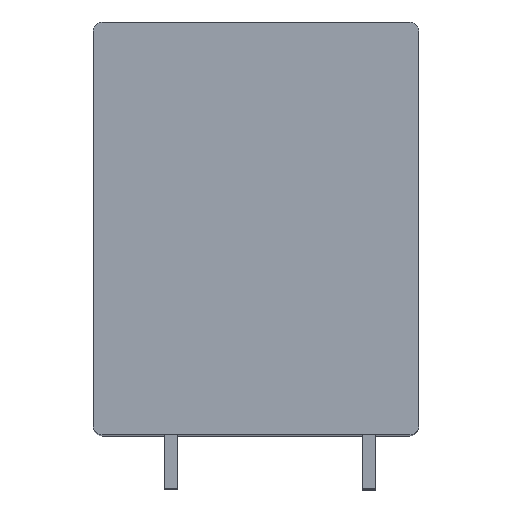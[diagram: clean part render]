
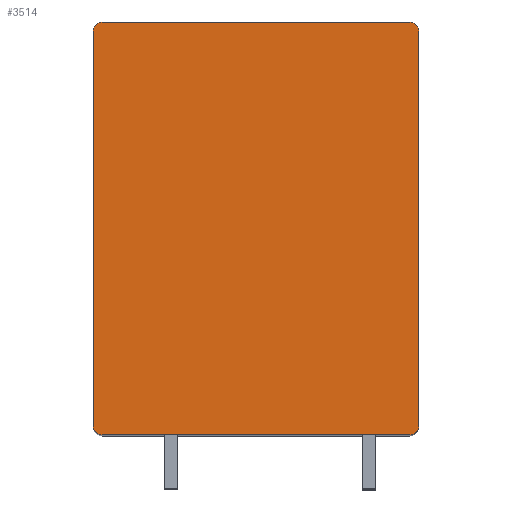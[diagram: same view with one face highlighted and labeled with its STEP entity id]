
A CAD part, top view. The second image highlights one B-rep face of the part: STEP entity #3514.
In plain terms, the highlighted planar face has unit normal (0, 0, 1).
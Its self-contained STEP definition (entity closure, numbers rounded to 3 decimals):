
#349=CARTESIAN_POINT('',(11.65,14.95,5.));
#350=DIRECTION('',(0.,0.,1.));
#351=DIRECTION('',(1.,0.,0.));
#352=AXIS2_PLACEMENT_3D('',#349,#350,#351);
#354=DIRECTION('',(0.,1.,0.));
#355=VECTOR('',#354,29.9);
#356=CARTESIAN_POINT('',(12.35,-14.95,5.));
#357=LINE('',#356,#355);
#358=CARTESIAN_POINT('',(11.65,-14.95,5.));
#359=DIRECTION('',(0.,0.,1.));
#360=DIRECTION('',(0.,-1.,0.));
#361=AXIS2_PLACEMENT_3D('',#358,#359,#360);
#363=DIRECTION('',(1.,0.,0.));
#364=VECTOR('',#363,23.3);
#365=CARTESIAN_POINT('',(-11.65,-15.65,5.));
#366=LINE('',#365,#364);
#367=CARTESIAN_POINT('',(-11.65,-14.95,5.));
#368=DIRECTION('',(0.,0.,1.));
#369=DIRECTION('',(-1.,0.,0.));
#370=AXIS2_PLACEMENT_3D('',#367,#368,#369);
#372=DIRECTION('',(0.,-1.,0.));
#373=VECTOR('',#372,29.9);
#374=CARTESIAN_POINT('',(-12.35,14.95,5.));
#375=LINE('',#374,#373);
#376=CARTESIAN_POINT('',(-11.65,14.95,5.));
#377=DIRECTION('',(0.,0.,1.));
#378=DIRECTION('',(0.,1.,0.));
#379=AXIS2_PLACEMENT_3D('',#376,#377,#378);
#381=DIRECTION('',(-1.,0.,0.));
#382=VECTOR('',#381,23.3);
#383=CARTESIAN_POINT('',(11.65,15.65,5.));
#384=LINE('',#383,#382);
#2510=CARTESIAN_POINT('',(12.35,14.95,5.));
#2511=VERTEX_POINT('',#2510);
#2512=CARTESIAN_POINT('',(11.65,15.65,5.));
#2513=VERTEX_POINT('',#2512);
#2518=CARTESIAN_POINT('',(11.65,-15.65,5.));
#2519=VERTEX_POINT('',#2518);
#2520=CARTESIAN_POINT('',(12.35,-14.95,5.));
#2521=VERTEX_POINT('',#2520);
#2526=CARTESIAN_POINT('',(-12.35,-14.95,5.));
#2527=VERTEX_POINT('',#2526);
#2528=CARTESIAN_POINT('',(-11.65,-15.65,5.));
#2529=VERTEX_POINT('',#2528);
#2534=CARTESIAN_POINT('',(-11.65,15.65,5.));
#2535=CARTESIAN_POINT('',(-12.35,14.95,5.));
#2536=VERTEX_POINT('',#2534);
#2537=VERTEX_POINT('',#2535);
#3498=CARTESIAN_POINT('',(0.,0.,5.));
#3499=DIRECTION('',(0.,0.,1.));
#3500=DIRECTION('',(1.,0.,0.));
#3501=AXIS2_PLACEMENT_3D('',#3498,#3499,#3500);
#3502=PLANE('',#3501);
#3503=ORIENTED_EDGE('',*,*,#3227,.F.);
#3504=ORIENTED_EDGE('',*,*,#3243,.F.);
#3505=ORIENTED_EDGE('',*,*,#3256,.F.);
#3506=ORIENTED_EDGE('',*,*,#3271,.F.);
#3507=ORIENTED_EDGE('',*,*,#3464,.F.);
#3508=ORIENTED_EDGE('',*,*,#3479,.F.);
#3509=ORIENTED_EDGE('',*,*,#3489,.F.);
#3511=ORIENTED_EDGE('',*,*,#3510,.F.);
#3512=EDGE_LOOP('',(#3503,#3504,#3505,#3506,#3507,#3508,#3509,#3511));
#3513=FACE_OUTER_BOUND('',#3512,.F.);
#3514=ADVANCED_FACE('',(#3513),#3502,.T.);
#353=CIRCLE('',#352,0.7);
#362=CIRCLE('',#361,0.7);
#371=CIRCLE('',#370,0.7);
#380=CIRCLE('',#379,0.7);
#3227=EDGE_CURVE('',#2511,#2513,#353,.T.);
#3243=EDGE_CURVE('',#2521,#2511,#357,.T.);
#3256=EDGE_CURVE('',#2519,#2521,#362,.T.);
#3271=EDGE_CURVE('',#2529,#2519,#366,.T.);
#3464=EDGE_CURVE('',#2527,#2529,#371,.T.);
#3479=EDGE_CURVE('',#2537,#2527,#375,.T.);
#3489=EDGE_CURVE('',#2536,#2537,#380,.T.);
#3510=EDGE_CURVE('',#2513,#2536,#384,.T.);
